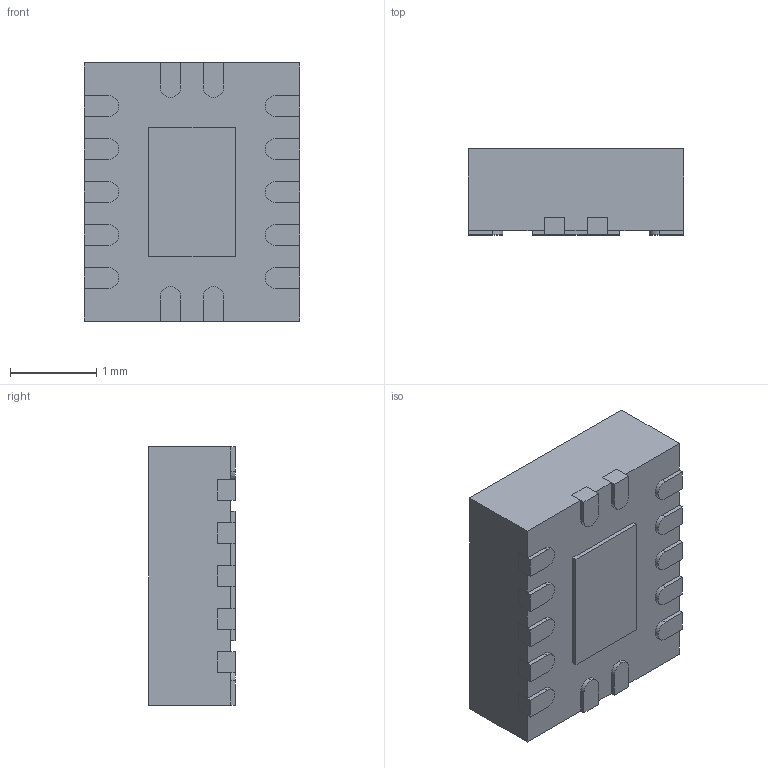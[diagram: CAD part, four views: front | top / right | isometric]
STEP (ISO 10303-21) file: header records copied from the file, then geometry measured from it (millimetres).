
FILE_DESCRIPTION (( 'STEP AP214' ), '1' );
FILE_NAME ('NTB0104BQ-Q100X.STEP', '2019-04-03T21:42:58', ( '' ), ( '' ), 'SwSTEP 2.0', 'SolidWorks 2017', '' );
FILE_SCHEMA (( 'AUTOMOTIVE_DESIGN' ));
Length unit declared in the file: millimetre
Products named in the file (1): NTB0104BQ-Q100X
Bounding box: 2.5 x 1 x 3 mm (x, y, z)
Volume: 7.3 mm3; surface area: 37.5 mm2
Topology: 17 solids, 17 shells, 168 faces, 396 edges, 264 vertices
Faces by surface type: plane 132, cylinder 36
Entity records: 4970 total; most frequent: CARTESIAN_POINT 829, DIRECTION 806, ORIENTED_EDGE 792, EDGE_CURVE 396, VECTOR 324, LINE 324, VERTEX_POINT 264, AXIS2_PLACEMENT_3D 241
